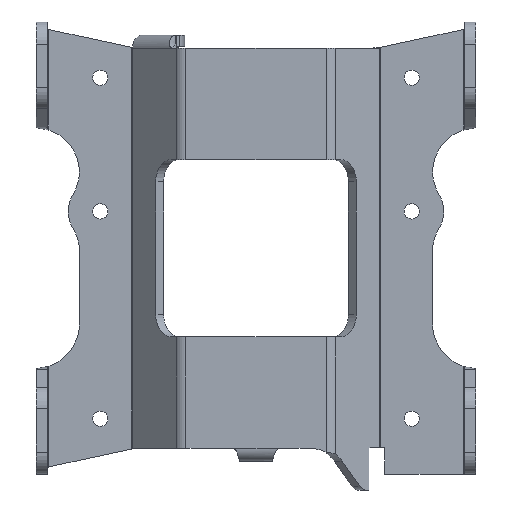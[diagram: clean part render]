
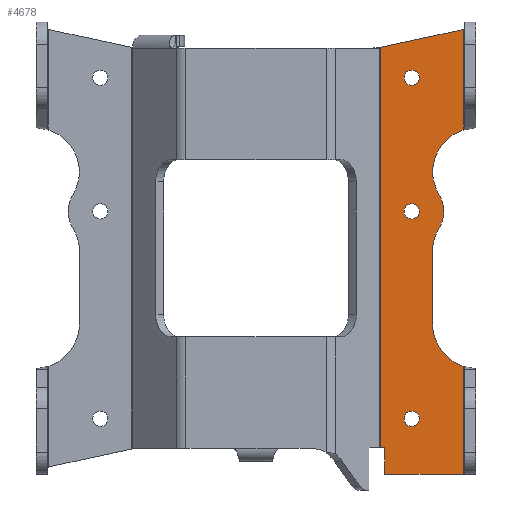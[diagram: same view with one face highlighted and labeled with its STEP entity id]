
A CAD part, front view. The second image highlights one B-rep face of the part: STEP entity #4678.
In plain terms, the highlighted planar face has unit normal (0, -1, 0).
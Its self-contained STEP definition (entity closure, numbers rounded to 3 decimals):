
#3906=CARTESIAN_POINT('',(723.691,16.822,-2685.136));
#3907=VERTEX_POINT('',#3906);
#3963=CARTESIAN_POINT('',(723.691,16.822,-2791.191));
#3964=VERTEX_POINT('',#3963);
#4036=CARTESIAN_POINT('',(723.691,16.822,-2839.659));
#4037=VERTEX_POINT('',#4036);
#4075=CARTESIAN_POINT('',(723.691,16.822,-2640.045));
#4076=VERTEX_POINT('',#4075);
#4150=CARTESIAN_POINT('',(723.691,16.822,-2829.659));
#4151=DIRECTION('',(0.0,-0.0,-1.0));
#4152=VECTOR('',#4151,1.0);
#4153=LINE('',#4150,#4152);
#4154=EDGE_CURVE('no 11025',#4076,#3907,#4153,.T.);
#4176=CARTESIAN_POINT('',(722.134,16.822,-2685.799));
#4177=VERTEX_POINT('',#4176);
#4178=CARTESIAN_POINT('',(746.438,16.822,-2675.448));
#4179=DIRECTION('',(-0.92,-0.0,-0.392));
#4180=VECTOR('',#4179,1.0);
#4181=LINE('',#4178,#4180);
#4182=EDGE_CURVE('no 11031',#3907,#4177,#4181,.T.);
#4208=CARTESIAN_POINT('',(709.972,16.822,-2703.919));
#4209=VERTEX_POINT('',#4208);
#4210=CARTESIAN_POINT('',(729.97,16.822,-2704.199));
#4211=DIRECTION('',(0.0,-1.0,0.0));
#4212=DIRECTION('',(-0.0,0.0,1.0));
#4213=AXIS2_PLACEMENT_3D('',#4210,#4211,#4212);
#4214=CIRCLE('',#4213,20.0);
#4215=EDGE_CURVE('no 11033',#4177,#4209,#4214,.T.);
#4241=CARTESIAN_POINT('',(712.828,16.822,-2713.941));
#4242=VERTEX_POINT('',#4241);
#4243=CARTESIAN_POINT('',(729.97,16.822,-2703.639));
#4244=DIRECTION('',(0.0,-1.0,0.0));
#4245=DIRECTION('',(-0.0,0.0,1.0));
#4246=AXIS2_PLACEMENT_3D('',#4243,#4244,#4245);
#4247=CIRCLE('',#4246,20.0);
#4248=EDGE_CURVE('no 11035',#4209,#4242,#4247,.T.);
#4274=CARTESIAN_POINT('',(712.828,16.822,-2729.393));
#4275=VERTEX_POINT('',#4274);
#4276=CARTESIAN_POINT('',(699.97,16.822,-2721.667));
#4277=DIRECTION('',(-0.0,1.0,-0.0));
#4278=DIRECTION('',(-0.0,0.0,1.0));
#4279=AXIS2_PLACEMENT_3D('',#4276,#4277,#4278);
#4280=CIRCLE('',#4279,15.0);
#4281=EDGE_CURVE('no 11037',#4242,#4275,#4280,.T.);
#4307=CARTESIAN_POINT('',(709.97,16.822,-2739.694));
#4308=VERTEX_POINT('',#4307);
#4309=CARTESIAN_POINT('',(729.97,16.822,-2739.694));
#4310=DIRECTION('',(0.0,-1.0,0.0));
#4311=DIRECTION('',(-0.0,0.0,1.0));
#4312=AXIS2_PLACEMENT_3D('',#4309,#4310,#4311);
#4313=CIRCLE('',#4312,20.0);
#4314=EDGE_CURVE('no 11039',#4275,#4308,#4313,.T.);
#4339=CARTESIAN_POINT('',(709.97,16.822,-2772.127));
#4340=VERTEX_POINT('',#4339);
#4341=CARTESIAN_POINT('',(709.97,16.822,-2739.694));
#4342=DIRECTION('',(0.0,-0.0,-1.0));
#4343=VECTOR('',#4342,1.0);
#4344=LINE('',#4341,#4343);
#4345=EDGE_CURVE('no 11041',#4308,#4340,#4344,.T.);
#4371=CARTESIAN_POINT('',(722.134,16.822,-2790.528));
#4372=VERTEX_POINT('',#4371);
#4373=CARTESIAN_POINT('',(729.97,16.822,-2772.127));
#4374=DIRECTION('',(0.0,-1.0,0.0));
#4375=DIRECTION('',(-0.0,0.0,1.0));
#4376=AXIS2_PLACEMENT_3D('',#4373,#4374,#4375);
#4377=CIRCLE('',#4376,20.0);
#4378=EDGE_CURVE('no 11043',#4340,#4372,#4377,.T.);
#4394=CARTESIAN_POINT('',(746.438,16.822,-2800.878));
#4395=DIRECTION('',(0.92,-0.0,-0.392));
#4396=VECTOR('',#4395,1.0);
#4397=LINE('',#4394,#4396);
#4398=EDGE_CURVE('no 11045',#4372,#3964,#4397,.T.);
#4416=CARTESIAN_POINT('',(723.691,16.822,-2829.659));
#4417=DIRECTION('',(0.0,-0.0,-1.0));
#4418=VECTOR('',#4417,1.0);
#4419=LINE('',#4416,#4418);
#4420=EDGE_CURVE('no 11047',#3964,#4037,#4419,.T.);
#4442=CARTESIAN_POINT('',(688.595,16.822,-2839.659));
#4443=VERTEX_POINT('',#4442);
#4444=CARTESIAN_POINT('',(688.595,16.822,-2839.659));
#4445=DIRECTION('',(-1.0,0.0,0.0));
#4446=VECTOR('',#4445,1.0);
#4447=LINE('',#4444,#4446);
#4448=EDGE_CURVE('no 11052',#4037,#4443,#4447,.T.);
#4473=CARTESIAN_POINT('',(688.595,16.822,-2827.657));
#4474=VERTEX_POINT('',#4473);
#4475=CARTESIAN_POINT('',(688.595,16.822,-2827.657));
#4476=DIRECTION('',(-0.0,0.0,1.0));
#4477=VECTOR('',#4476,1.0);
#4478=LINE('',#4475,#4477);
#4479=EDGE_CURVE('no 11054',#4443,#4474,#4478,.T.);
#4497=CARTESIAN_POINT('',(686.695,16.822,-2827.657));
#4498=VERTEX_POINT('',#4497);
#4512=CARTESIAN_POINT('',(688.595,16.822,-2827.657));
#4513=DIRECTION('',(-1.0,0.0,0.0));
#4514=VECTOR('',#4513,1.0);
#4515=LINE('',#4512,#4514);
#4516=EDGE_CURVE('no 11056',#4474,#4498,#4515,.T.);
#4526=CARTESIAN_POINT('',(686.695,16.822,-2648.032));
#4527=VERTEX_POINT('',#4526);
#4536=CARTESIAN_POINT('',(737.725,16.822,-2637.016));
#4537=DIRECTION('',(0.977,0.0,0.211));
#4538=VECTOR('',#4537,1.0);
#4539=LINE('',#4536,#4538);
#4540=EDGE_CURVE('no 11057',#4527,#4076,#4539,.T.);
#4618=CARTESIAN_POINT('',(700.621,16.822,-2811.259));
#4619=VERTEX_POINT('',#4618);
#4620=CARTESIAN_POINT('',(700.621,16.822,-2814.659));
#4621=DIRECTION('',(-0.0,1.0,-0.0));
#4622=DIRECTION('',(0.0,0.0,1.0));
#4623=AXIS2_PLACEMENT_3D('',#4620,#4621,#4622);
#4624=CIRCLE('',#4623,3.4);
#4625=EDGE_CURVE('no 12334',#4619,#4619,#4624,.T.);
#4626=ORIENTED_EDGE('',*,*,#4625,.T.);
#4627=EDGE_LOOP('',(#4626));
#4628=FACE_OUTER_BOUND('',#4627,.T.);
#4629=CARTESIAN_POINT('',(700.621,16.822,-2718.267));
#4630=VERTEX_POINT('',#4629);
#4631=CARTESIAN_POINT('',(700.621,16.822,-2721.667));
#4632=DIRECTION('',(-0.0,1.0,-0.0));
#4633=DIRECTION('',(0.0,0.0,1.0));
#4634=AXIS2_PLACEMENT_3D('',#4631,#4632,#4633);
#4635=CIRCLE('',#4634,3.4);
#4636=EDGE_CURVE('no 12225',#4630,#4630,#4635,.T.);
#4637=ORIENTED_EDGE('',*,*,#4636,.T.);
#4638=EDGE_LOOP('',(#4637));
#4639=FACE_BOUND('',#4638,.T.);
#4640=CARTESIAN_POINT('',(700.621,16.822,-2658.267));
#4641=VERTEX_POINT('',#4640);
#4642=CARTESIAN_POINT('',(700.621,16.822,-2661.667));
#4643=DIRECTION('',(-0.0,1.0,-0.0));
#4644=DIRECTION('',(0.0,0.0,1.0));
#4645=AXIS2_PLACEMENT_3D('',#4642,#4643,#4644);
#4646=CIRCLE('',#4645,3.4);
#4647=EDGE_CURVE('no 12171',#4641,#4641,#4646,.T.);
#4648=ORIENTED_EDGE('',*,*,#4647,.T.);
#4649=EDGE_LOOP('',(#4648));
#4650=FACE_BOUND('',#4649,.T.);
#4651=ORIENTED_EDGE('',*,*,#4540,.F.);
#4652=CARTESIAN_POINT('',(686.695,16.822,-2829.659));
#4653=DIRECTION('',(0.0,-0.0,-1.0));
#4654=VECTOR('',#4653,1.0);
#4655=LINE('',#4652,#4654);
#4656=EDGE_CURVE('no 11073',#4527,#4498,#4655,.T.);
#4657=ORIENTED_EDGE('',*,*,#4656,.T.);
#4658=ORIENTED_EDGE('',*,*,#4516,.F.);
#4659=ORIENTED_EDGE('',*,*,#4479,.F.);
#4660=ORIENTED_EDGE('',*,*,#4448,.F.);
#4661=ORIENTED_EDGE('',*,*,#4420,.F.);
#4662=ORIENTED_EDGE('',*,*,#4398,.F.);
#4663=ORIENTED_EDGE('',*,*,#4378,.F.);
#4664=ORIENTED_EDGE('',*,*,#4345,.F.);
#4665=ORIENTED_EDGE('',*,*,#4314,.F.);
#4666=ORIENTED_EDGE('',*,*,#4281,.F.);
#4667=ORIENTED_EDGE('',*,*,#4248,.F.);
#4668=ORIENTED_EDGE('',*,*,#4215,.F.);
#4669=ORIENTED_EDGE('',*,*,#4182,.F.);
#4670=ORIENTED_EDGE('',*,*,#4154,.F.);
#4671=EDGE_LOOP('',(
    #4651,#4657,#4658,#4659,#4660,#4661,#4662,#4663,#4664,#4665,
    #4666,#4667,#4668,#4669,#4670));
#4672=FACE_BOUND('',#4671,.T.);
#4673=CARTESIAN_POINT('',(505.031,16.822,-2829.659));
#4674=DIRECTION('',(-0.0,1.0,-0.0));
#4675=DIRECTION('',(-0.0,0.0,1.0));
#4676=AXIS2_PLACEMENT_3D('',#4673,#4674,#4675);
#4677=PLANE('',#4676);
#4678=ADVANCED_FACE('no 11383',(#4628,#4639,#4650,#4672),#4677,.F.);
